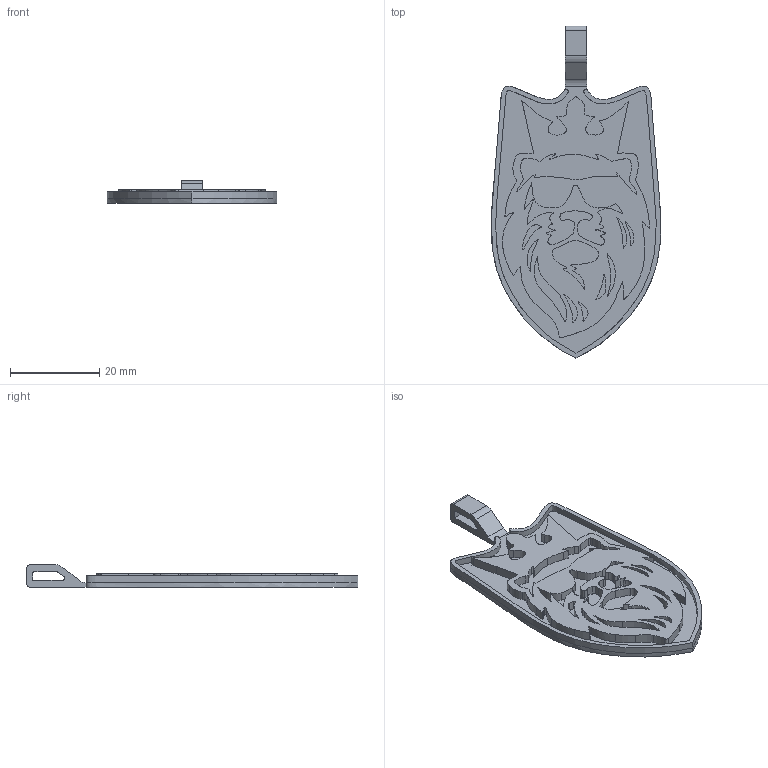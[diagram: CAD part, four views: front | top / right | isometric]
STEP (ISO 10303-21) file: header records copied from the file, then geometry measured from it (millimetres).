
FILE_DESCRIPTION(/* description */ (''),/* implementation_level */ '2;1');
FILE_NAME(/* name */ 'Lion Keychain v2.step',/* time_stamp */ '2023-05-13T15:54:32+03:00',/* author */ (''),/* organization */ (''),/* preprocessor_version */ 'ST-DEVELOPER v19.2',/* originating_system */ 'Autodesk Translation Framework v12.4.0.73',/* authorisation */ '');
FILE_SCHEMA (('AUTOMOTIVE_DESIGN { 1 0 10303 214 3 1 1 }'));
Length unit declared in the file: millimetre
Products named in the file (1): Lion Keychain
Bounding box: 38.04 x 74.47 x 5.01 mm (x, y, z)
Volume: 4124.2 mm3; surface area: 5948 mm2
Topology: 1 solids, 1 shells, 312 faces, 892 edges, 595 vertices
Faces by surface type: bspline 245, plane 60, cylinder 7
Entity records: 11881 total; most frequent: CARTESIAN_POINT 5869, ORIENTED_EDGE 1784, EDGE_CURVE 892, VERTEX_POINT 595, DIRECTION 542, LINE 378, VECTOR 378, EDGE_LOOP 327
